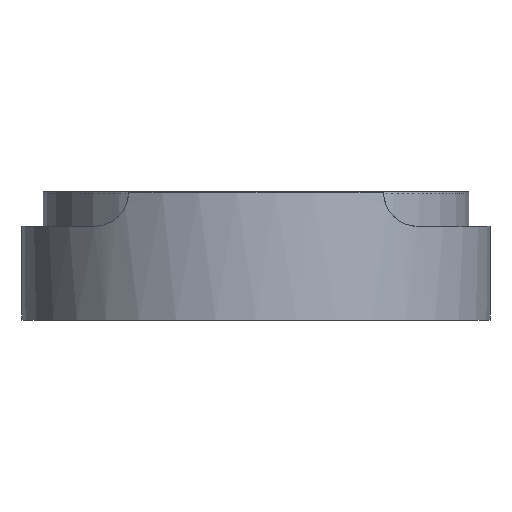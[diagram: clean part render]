
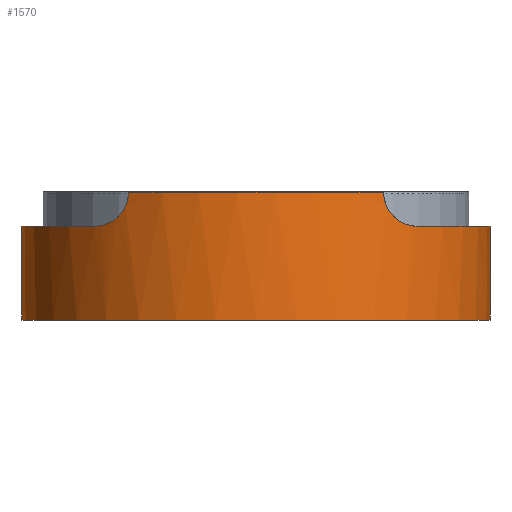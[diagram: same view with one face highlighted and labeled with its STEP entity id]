
A CAD part, front view. The second image highlights one B-rep face of the part: STEP entity #1570.
In plain terms, the highlighted cylindrical face has radius 27.5 mm (diameter 55 mm), a partial arc.
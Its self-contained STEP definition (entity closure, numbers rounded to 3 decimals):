
#97 = LINE ( 'NONE', #65100, #60936 ) ;
#1171 = VERTEX_POINT ( 'NONE', #72311 ) ;
#1570 = ADVANCED_FACE ( 'NONE', ( #61351 ), #74358, .T. ) ;
#1571 = CARTESIAN_POINT ( 'NONE',  ( 15.515, -22.706, 3.966 ) ) ;
#2479 = CARTESIAN_POINT ( 'NONE',  ( -17.229, -21.436, 2.355 ) ) ;
#2504 = DIRECTION ( 'NONE',  ( 1., 0., 0. ) ) ;
#2779 = CARTESIAN_POINT ( 'NONE',  ( 0., 0., 1.95 ) ) ;
#4564 = ORIENTED_EDGE ( 'NONE', *, *, #6079, .T. ) ;
#5552 = AXIS2_PLACEMENT_3D ( 'NONE', #80748, #23202, #42484 ) ;
#6079 = EDGE_CURVE ( 'NONE', #68935, #61756, #97, .T. ) ;
#6310 = DIRECTION ( 'NONE',  ( 1., 0., 0. ) ) ;
#7285 = AXIS2_PLACEMENT_3D ( 'NONE', #9465, #40676, #2504 ) ;
#7964 = CARTESIAN_POINT ( 'NONE',  ( 16.005, -22.364, 3.284 ) ) ;
#8322 = CARTESIAN_POINT ( 'NONE',  ( -16.591, -21.933, 2.746 ) ) ;
#8416 = VERTEX_POINT ( 'NONE', #40645 ) ;
#8527 = CARTESIAN_POINT ( 'NONE',  ( 15.667, -22.602, 3.722 ) ) ;
#8910 = DIRECTION ( 'NONE',  ( 1., 0., 0. ) ) ;
#9174 = CARTESIAN_POINT ( 'NONE',  ( -16.191, -22.23, 3.09 ) ) ;
#9465 = CARTESIAN_POINT ( 'NONE',  ( 0., 0., 5.95 ) ) ;
#9636 = CARTESIAN_POINT ( 'NONE',  ( 18.563, -20.298, 1.95 ) ) ;
#10430 = CIRCLE ( 'NONE', #19980, 27.5 ) ;
#13522 = DIRECTION ( 'NONE',  ( 0., 0., -1. ) ) ;
#14342 = VERTEX_POINT ( 'NONE', #29214 ) ;
#15004 = CARTESIAN_POINT ( 'NONE',  ( -15.035, -23.026, 5.343 ) ) ;
#16333 = EDGE_CURVE ( 'NONE', #16757, #24653, #69371, .T. ) ;
#16757 = VERTEX_POINT ( 'NONE', #61246 ) ;
#17561 = CARTESIAN_POINT ( 'NONE',  ( -27.5, 0., 39.521 ) ) ;
#19980 = AXIS2_PLACEMENT_3D ( 'NONE', #2779, #47652, #8910 ) ;
#20756 = CARTESIAN_POINT ( 'NONE',  ( 16.801, -21.773, 2.599 ) ) ;
#21029 = DIRECTION ( 'NONE',  ( 0., 0., 1. ) ) ;
#21936 = CARTESIAN_POINT ( 'NONE',  ( -18.563, -20.299, 1.95 ) ) ;
#22931 = CIRCLE ( 'NONE', #42299, 27.5 ) ;
#23202 = DIRECTION ( 'NONE',  ( 0., 0., 1. ) ) ;
#24062 = LINE ( 'NONE', #17561, #40085 ) ;
#24575 = EDGE_CURVE ( 'NONE', #61756, #24653, #22931, .T. ) ;
#24653 = VERTEX_POINT ( 'NONE', #53139 ) ;
#25227 = DIRECTION ( 'NONE',  ( 0., 0., 1. ) ) ;
#25733 = ORIENTED_EDGE ( 'NONE', *, *, #70815, .F. ) ;
#26601 = CARTESIAN_POINT ( 'NONE',  ( 15., -23.049, 5.95 ) ) ;
#26879 = CARTESIAN_POINT ( 'NONE',  ( 15.034, -23.027, 5.349 ) ) ;
#27446 = CARTESIAN_POINT ( 'NONE',  ( 15.328, -22.832, 4.356 ) ) ;
#29214 = CARTESIAN_POINT ( 'NONE',  ( -15., -23.049, 5.95 ) ) ;
#34521 = CARTESIAN_POINT ( 'NONE',  ( -15., -23.049, 5.646 ) ) ;
#34805 = CARTESIAN_POINT ( 'NONE',  ( -19., -19.881, 1.95 ) ) ;
#39437 = CARTESIAN_POINT ( 'NONE',  ( 15.273, -22.869, 4.491 ) ) ;
#40085 = VECTOR ( 'NONE', #82297, 1000. ) ;
#40459 = ORIENTED_EDGE ( 'NONE', *, *, #68977, .T. ) ;
#40645 = CARTESIAN_POINT ( 'NONE',  ( -19., -19.881, 1.95 ) ) ;
#40676 = DIRECTION ( 'NONE',  ( 0., 0., 1. ) ) ;
#40857 = CARTESIAN_POINT ( 'NONE',  ( 18.121, -20.693, 2.02 ) ) ;
#41195 = CARTESIAN_POINT ( 'NONE',  ( -15.267, -22.874, 4.485 ) ) ;
#41350 = EDGE_CURVE ( 'NONE', #14342, #16757, #63428, .T. ) ;
#41526 = ORIENTED_EDGE ( 'NONE', *, *, #76981, .F. ) ;
#41802 = EDGE_LOOP ( 'NONE', ( #25733, #57674, #4564, #77538, #69292, #50816, #41526, #40459 ) ) ;
#42299 = AXIS2_PLACEMENT_3D ( 'NONE', #77452, #13522, #64252 ) ;
#42484 = DIRECTION ( 'NONE',  ( 1., 0., 0. ) ) ;
#45972 = CARTESIAN_POINT ( 'NONE',  ( 27.5, 0., -9.05 ) ) ;
#46435 = CARTESIAN_POINT ( 'NONE',  ( 15., -23.049, 5.646 ) ) ;
#46503 = CARTESIAN_POINT ( 'NONE',  ( -17.451, -21.255, 2.254 ) ) ;
#47349 = CARTESIAN_POINT ( 'NONE',  ( -18.12, -20.694, 2.02 ) ) ;
#47652 = DIRECTION ( 'NONE',  ( 0., 0., -1. ) ) ;
#50106 = CIRCLE ( 'NONE', #5552, 27.5 ) ;
#50816 = ORIENTED_EDGE ( 'NONE', *, *, #41350, .F. ) ;
#52587 = CARTESIAN_POINT ( 'NONE',  ( 16.191, -22.229, 3.09 ) ) ;
#53139 = CARTESIAN_POINT ( 'NONE',  ( 19., -19.881, 1.95 ) ) ;
#56574 = AXIS2_PLACEMENT_3D ( 'NONE', #70153, #25227, #6310 ) ;
#57674 = ORIENTED_EDGE ( 'NONE', *, *, #70334, .T. ) ;
#58125 = CARTESIAN_POINT ( 'NONE',  ( 16.592, -21.932, 2.745 ) ) ;
#59330 = CARTESIAN_POINT ( 'NONE',  ( -16.8, -21.774, 2.6 ) ) ;
#60174 = CARTESIAN_POINT ( 'NONE',  ( -16.004, -22.364, 3.285 ) ) ;
#60936 = VECTOR ( 'NONE', #21029, 1000. ) ;
#61246 = CARTESIAN_POINT ( 'NONE',  ( 15., -23.049, 5.95 ) ) ;
#61351 = FACE_OUTER_BOUND ( 'NONE', #41802, .T. ) ;
#61756 = VERTEX_POINT ( 'NONE', #66043 ) ;
#62717 = B_SPLINE_CURVE_WITH_KNOTS ( 'NONE', 3,
 ( #34805, #21936, #47349, #46503, #2479, #59330, #8322, #9174, #60174, #79472, #72479, #41195, #78929, #15004, #34521, #71899 ),
 .UNSPECIFIED., .F., .F.,
 ( 4, 2, 2, 2, 2, 2, 2, 4 ),
 ( 0., 0.002, 0.003, 0.004, 0.004, 0.005, 0.006, 0.007 ),
 .UNSPECIFIED. ) ;
#63428 = CIRCLE ( 'NONE', #7285, 27.5 ) ;
#64252 = DIRECTION ( 'NONE',  ( 1., 0., 0. ) ) ;
#64536 = CARTESIAN_POINT ( 'NONE',  ( 17.456, -21.252, 2.253 ) ) ;
#65100 = CARTESIAN_POINT ( 'NONE',  ( 27.5, 0., 39.521 ) ) ;
#65371 = CARTESIAN_POINT ( 'NONE',  ( 17.232, -21.433, 2.353 ) ) ;
#66043 = CARTESIAN_POINT ( 'NONE',  ( 27.5, 0., 1.95 ) ) ;
#68935 = VERTEX_POINT ( 'NONE', #45972 ) ;
#68977 = EDGE_CURVE ( 'NONE', #8416, #1171, #10430, .T. ) ;
#69292 = ORIENTED_EDGE ( 'NONE', *, *, #16333, .F. ) ;
#69371 = B_SPLINE_CURVE_WITH_KNOTS ( 'NONE', 3,
 ( #26601, #46435, #26879, #71535, #78007, #39437, #27446, #1571, #8527, #7964, #52587, #58125, #20756, #65371, #64536, #40857, #9636, #72698 ),
 .UNSPECIFIED., .F., .F.,
 ( 4, 2, 2, 2, 2, 2, 2, 2, 4 ),
 ( 0., 0.001, 0.001, 0.002, 0.003, 0.004, 0.004, 0.005, 0.007 ),
 .UNSPECIFIED. ) ;
#70153 = CARTESIAN_POINT ( 'NONE',  ( 0., 0., 39.521 ) ) ;
#70334 = EDGE_CURVE ( 'NONE', #82084, #68935, #50106, .T. ) ;
#70815 = EDGE_CURVE ( 'NONE', #82084, #1171, #24062, .T. ) ;
#71535 = CARTESIAN_POINT ( 'NONE',  ( 15.134, -22.961, 4.913 ) ) ;
#71899 = CARTESIAN_POINT ( 'NONE',  ( -15., -23.049, 5.95 ) ) ;
#72311 = CARTESIAN_POINT ( 'NONE',  ( -27.5, 0., 1.95 ) ) ;
#72479 = CARTESIAN_POINT ( 'NONE',  ( -15.515, -22.706, 3.966 ) ) ;
#72698 = CARTESIAN_POINT ( 'NONE',  ( 19., -19.881, 1.95 ) ) ;
#74358 = CYLINDRICAL_SURFACE ( 'NONE', #56574, 27.5 ) ;
#76981 = EDGE_CURVE ( 'NONE', #8416, #14342, #62717, .T. ) ;
#77452 = CARTESIAN_POINT ( 'NONE',  ( 0., 0., 1.95 ) ) ;
#77538 = ORIENTED_EDGE ( 'NONE', *, *, #24575, .T. ) ;
#78007 = CARTESIAN_POINT ( 'NONE',  ( 15.175, -22.934, 4.769 ) ) ;
#78929 = CARTESIAN_POINT ( 'NONE',  ( -15.169, -22.938, 4.76 ) ) ;
#79472 = CARTESIAN_POINT ( 'NONE',  ( -15.668, -22.601, 3.72 ) ) ;
#80748 = CARTESIAN_POINT ( 'NONE',  ( 0., 0., -9.05 ) ) ;
#81560 = CARTESIAN_POINT ( 'NONE',  ( -27.5, 0., -9.05 ) ) ;
#82084 = VERTEX_POINT ( 'NONE', #81560 ) ;
#82297 = DIRECTION ( 'NONE',  ( 0., 0., 1. ) ) ;
